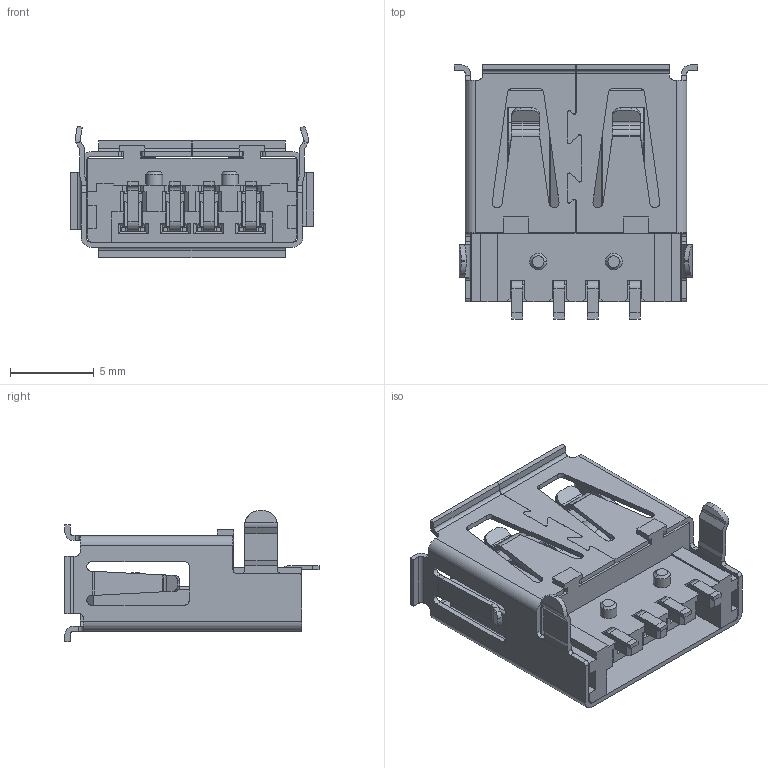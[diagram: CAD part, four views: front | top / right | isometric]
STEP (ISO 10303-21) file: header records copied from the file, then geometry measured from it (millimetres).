
FILE_DESCRIPTION (( 'STEP AP203' ), '1' );
FILE_NAME ('USB-A-S-X-X-SM1.step', '2008-04-18T14:47:52', ( ' ' ), ( ' ' ), 'SwSTEP 2.0', 'SolidWorks 2007', '' );
FILE_SCHEMA (( 'CONFIG_CONTROL_DESIGN' ));
Length unit declared in the file: millimetre
Products named in the file (4): USB-A-S-X-X-SM1; USB-A-S-X-X-SM1-X(BODY)_??; USB-A-S-X-X-SM1-X(CONTACT)_??; USB-A-S-X-X-SM1-X(SHELL)_??
Assembly tree (6 placements, depth 2):
  USB-A-S-X-X-SM1
    USB-A-S-X-X-SM1-X(CONTACT)_??  x4
    USB-A-S-X-X-SM1-X(SHELL)_??
    USB-A-S-X-X-SM1-X(BODY)_??
Bounding box: 14.5 x 15.12 x 7.83 mm (x, y, z)
Volume: 260.4 mm3; surface area: 1772.4 mm2
Topology: 1 solids, 20 shells, 829 faces, 2355 edges, 1544 vertices
Faces by surface type: plane 535, cylinder 272, bspline 18, cone 4
Entity records: 20246 total; most frequent: CARTESIAN_POINT 3876, ORIENTED_EDGE 3393, DIRECTION 3235, EDGE_CURVE 1719, LINE 1333, VECTOR 1333, VERTEX_POINT 1124, AXIS2_PLACEMENT_3D 951
